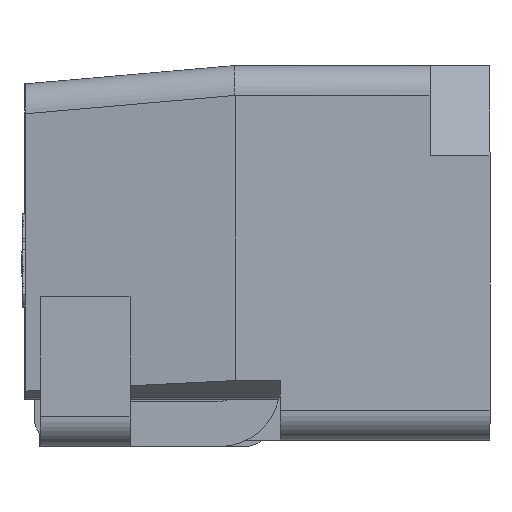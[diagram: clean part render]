
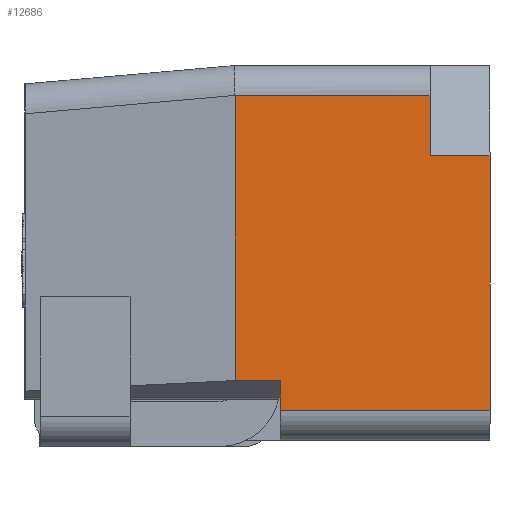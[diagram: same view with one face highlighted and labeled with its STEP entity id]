
A CAD part, left-side view. The second image highlights one B-rep face of the part: STEP entity #12686.
In plain terms, the highlighted planar face has unit normal (-1, 0, 0).
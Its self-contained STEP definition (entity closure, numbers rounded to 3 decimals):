
#273 = DIRECTION ( 'NONE',  ( 0., -1., 0. ) ) ;
#313 = LINE ( 'NONE', #1623, #15240 ) ;
#339 = ORIENTED_EDGE ( 'NONE', *, *, #16308, .F. ) ;
#736 = EDGE_CURVE ( 'NONE', #7264, #6016, #5897, .T. ) ;
#889 = VERTEX_POINT ( 'NONE', #8884 ) ;
#1295 = DIRECTION ( 'NONE',  ( 0., -1., 0. ) ) ;
#1311 = CARTESIAN_POINT ( 'NONE',  ( -1.75, 0.075, -0.425 ) ) ;
#1432 = FACE_OUTER_BOUND ( 'NONE', #4890, .T. ) ;
#1486 = ORIENTED_EDGE ( 'NONE', *, *, #736, .T. ) ;
#1528 = DIRECTION ( 'NONE',  ( 0., 0., 1. ) ) ;
#1623 = CARTESIAN_POINT ( 'NONE',  ( -1.75, -0.575, 0.325 ) ) ;
#1952 = VERTEX_POINT ( 'NONE', #16110 ) ;
#1979 = DIRECTION ( 'NONE',  ( 0., 1., 0. ) ) ;
#2010 = CARTESIAN_POINT ( 'NONE',  ( -1.75, -0.775, -0.525 ) ) ;
#2165 = CARTESIAN_POINT ( 'NONE',  ( -1.75, -0.075, -0.625 ) ) ;
#2295 = VERTEX_POINT ( 'NONE', #4312 ) ;
#2386 = ORIENTED_EDGE ( 'NONE', *, *, #6495, .T. ) ;
#2745 = VERTEX_POINT ( 'NONE', #14834 ) ;
#2921 = CARTESIAN_POINT ( 'NONE',  ( -1.75, -0.775, -0.525 ) ) ;
#3231 = CARTESIAN_POINT ( 'NONE',  ( -1.75, -0.075, -0.525 ) ) ;
#3401 = VECTOR ( 'NONE', #273, 1000. ) ;
#3558 = DIRECTION ( 'NONE',  ( 0., 0., -1. ) ) ;
#3770 = ORIENTED_EDGE ( 'NONE', *, *, #5321, .T. ) ;
#3829 = ORIENTED_EDGE ( 'NONE', *, *, #9205, .T. ) ;
#4080 = CARTESIAN_POINT ( 'NONE',  ( -1.75, -0.775, 0.625 ) ) ;
#4312 = CARTESIAN_POINT ( 'NONE',  ( -1.75, -0.575, 0.525 ) ) ;
#4449 = VERTEX_POINT ( 'NONE', #14466 ) ;
#4890 = EDGE_LOOP ( 'NONE', ( #339, #15035, #9901, #2386, #15994, #3829, #3770, #1486 ) ) ;
#5321 = EDGE_CURVE ( 'NONE', #2745, #7264, #14340, .T. ) ;
#5897 = LINE ( 'NONE', #2010, #3401 ) ;
#6016 = VERTEX_POINT ( 'NONE', #2921 ) ;
#6461 = LINE ( 'NONE', #12856, #12260 ) ;
#6495 = EDGE_CURVE ( 'NONE', #2295, #889, #15212, .T. ) ;
#6836 = DIRECTION ( 'NONE',  ( 0., -1., 0. ) ) ;
#6852 = CARTESIAN_POINT ( 'NONE',  ( -1.75, 0.775, -0.425 ) ) ;
#7187 = DIRECTION ( 'NONE',  ( 0., 0., -1. ) ) ;
#7264 = VERTEX_POINT ( 'NONE', #3231 ) ;
#7451 = CARTESIAN_POINT ( 'NONE',  ( -1.75, -0.575, 0.325 ) ) ;
#8149 = PLANE ( 'NONE',  #16964 ) ;
#8460 = VECTOR ( 'NONE', #8768, 1000. ) ;
#8589 = CARTESIAN_POINT ( 'NONE',  ( -1.75, 0.075, 0.625 ) ) ;
#8768 = DIRECTION ( 'NONE',  ( 0., 0., -1. ) ) ;
#8884 = CARTESIAN_POINT ( 'NONE',  ( -1.75, 0.075, 0.525 ) ) ;
#9205 = EDGE_CURVE ( 'NONE', #16647, #2745, #13494, .T. ) ;
#9274 = DIRECTION ( 'NONE',  ( 1., 0., 0. ) ) ;
#9599 = VECTOR ( 'NONE', #12781, 1000. ) ;
#9667 = VECTOR ( 'NONE', #7187, 1000. ) ;
#9901 = ORIENTED_EDGE ( 'NONE', *, *, #15013, .F. ) ;
#10949 = CARTESIAN_POINT ( 'NONE',  ( -1.75, 0.075, 0.525 ) ) ;
#11035 = EDGE_CURVE ( 'NONE', #1952, #4449, #313, .T. ) ;
#11039 = VECTOR ( 'NONE', #1295, 1000. ) ;
#11084 = EDGE_CURVE ( 'NONE', #889, #16647, #14953, .T. ) ;
#11805 = VECTOR ( 'NONE', #1979, 1000. ) ;
#12260 = VECTOR ( 'NONE', #3558, 1000. ) ;
#12686 = ADVANCED_FACE ( 'NONE', ( #1432 ), #8149, .F. ) ;
#12781 = DIRECTION ( 'NONE',  ( 0., 0., -1. ) ) ;
#12856 = CARTESIAN_POINT ( 'NONE',  ( -1.75, -0.775, 0.625 ) ) ;
#13494 = LINE ( 'NONE', #6852, #11039 ) ;
#14340 = LINE ( 'NONE', #2165, #9599 ) ;
#14466 = CARTESIAN_POINT ( 'NONE',  ( -1.75, -0.775, 0.325 ) ) ;
#14834 = CARTESIAN_POINT ( 'NONE',  ( -1.75, -0.075, -0.425 ) ) ;
#14953 = LINE ( 'NONE', #8589, #9667 ) ;
#15013 = EDGE_CURVE ( 'NONE', #2295, #1952, #16726, .T. ) ;
#15035 = ORIENTED_EDGE ( 'NONE', *, *, #11035, .F. ) ;
#15212 = LINE ( 'NONE', #10949, #11805 ) ;
#15240 = VECTOR ( 'NONE', #6836, 1000. ) ;
#15994 = ORIENTED_EDGE ( 'NONE', *, *, #11084, .T. ) ;
#16110 = CARTESIAN_POINT ( 'NONE',  ( -1.75, -0.575, 0.325 ) ) ;
#16308 = EDGE_CURVE ( 'NONE', #4449, #6016, #6461, .T. ) ;
#16647 = VERTEX_POINT ( 'NONE', #1311 ) ;
#16726 = LINE ( 'NONE', #7451, #8460 ) ;
#16964 = AXIS2_PLACEMENT_3D ( 'NONE', #4080, #9274, #1528 ) ;
